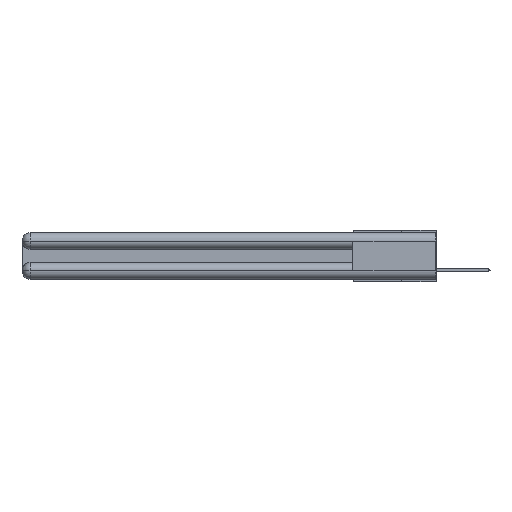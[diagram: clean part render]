
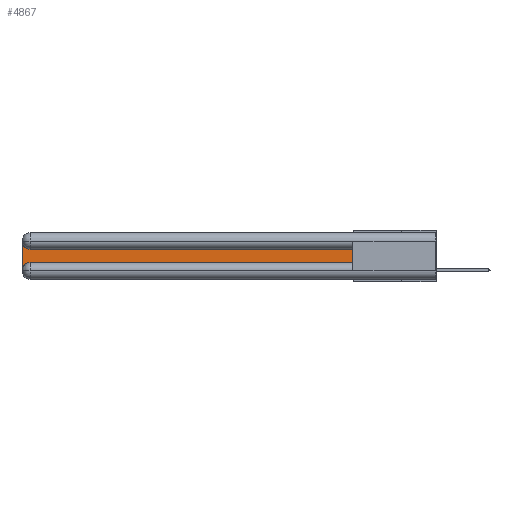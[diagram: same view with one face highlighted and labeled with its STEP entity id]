
A CAD part, left-side view. The second image highlights one B-rep face of the part: STEP entity #4867.
In plain terms, the highlighted planar face has unit normal (-1, 0, 0).
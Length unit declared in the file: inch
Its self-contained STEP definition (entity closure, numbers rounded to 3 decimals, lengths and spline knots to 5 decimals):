
#90 = CARTESIAN_POINT ( 'NONE',  ( 0.075, 0.6, -0.1225 ) ) ;
#645 = PLANE ( 'NONE',  #3407 ) ;
#748 = VERTEX_POINT ( 'NONE', #17254 ) ;
#1927 = ORIENTED_EDGE ( 'NONE', *, *, #2390, .T. ) ;
#2390 = EDGE_CURVE ( 'NONE', #748, #30303, #31242, .T. ) ;
#2498 = EDGE_CURVE ( 'NONE', #25609, #18895, #17833, .T. ) ;
#2757 = CARTESIAN_POINT ( 'NONE',  ( 0.075, 0.6, -0.2175 ) ) ;
#2959 = CARTESIAN_POINT ( 'NONE',  ( 0.075, 3., -0.1225 ) ) ;
#3407 = AXIS2_PLACEMENT_3D ( 'NONE', #2959, #18276, #25660 ) ;
#4178 = DIRECTION ( 'NONE',  ( 0., 0., 1. ) ) ;
#4867 = ADVANCED_FACE ( 'NONE', ( #5252 ), #645, .F. ) ;
#4956 = DIRECTION ( 'NONE',  ( 0., -1., 0. ) ) ;
#5252 = FACE_OUTER_BOUND ( 'NONE', #24599, .T. ) ;
#5533 = ORIENTED_EDGE ( 'NONE', *, *, #31798, .T. ) ;
#6110 = CARTESIAN_POINT ( 'NONE',  ( 0.075, 2.94, -0.1225 ) ) ;
#7311 = CARTESIAN_POINT ( 'NONE',  ( 0.075, 3., -0.2175 ) ) ;
#7614 = VECTOR ( 'NONE', #13678, 39.37008 ) ;
#11487 = LINE ( 'NONE', #29966, #25264 ) ;
#11501 = CARTESIAN_POINT ( 'NONE',  ( 0.075, 2.94, -0.2175 ) ) ;
#11817 = ORIENTED_EDGE ( 'NONE', *, *, #17236, .T. ) ;
#11857 = CARTESIAN_POINT ( 'NONE',  ( 0.075, 2.94, -0.2775 ) ) ;
#12233 = VERTEX_POINT ( 'NONE', #6110 ) ;
#13678 = DIRECTION ( 'NONE',  ( 0., 0., -1. ) ) ;
#15724 = DIRECTION ( 'NONE',  ( 0., 0., -1. ) ) ;
#16884 = CARTESIAN_POINT ( 'NONE',  ( 0.075, 3., -0.2775 ) ) ;
#17196 = DIRECTION ( 'NONE',  ( 1., 0., 0. ) ) ;
#17236 = EDGE_CURVE ( 'NONE', #30303, #29279, #25692, .T. ) ;
#17254 = CARTESIAN_POINT ( 'NONE',  ( 0.075, 3., -0.0625 ) ) ;
#17817 = AXIS2_PLACEMENT_3D ( 'NONE', #11857, #29480, #29055 ) ;
#17833 = LINE ( 'NONE', #26565, #32049 ) ;
#17922 = DIRECTION ( 'NONE',  ( 0., 1., 0. ) ) ;
#18121 = LINE ( 'NONE', #90, #32311 ) ;
#18276 = DIRECTION ( 'NONE',  ( 1., 0., 0. ) ) ;
#18895 = VERTEX_POINT ( 'NONE', #30744 ) ;
#23241 = ORIENTED_EDGE ( 'NONE', *, *, #29468, .T. ) ;
#23473 = ORIENTED_EDGE ( 'NONE', *, *, #32395, .T. ) ;
#24599 = EDGE_LOOP ( 'NONE', ( #23473, #23241, #1927, #11817, #5533, #29892 ) ) ;
#25016 = AXIS2_PLACEMENT_3D ( 'NONE', #32297, #17196, #15724 ) ;
#25264 = VECTOR ( 'NONE', #4956, 39.37008 ) ;
#25609 = VERTEX_POINT ( 'NONE', #2757 ) ;
#25660 = DIRECTION ( 'NONE',  ( 0., 0., -1. ) ) ;
#25692 = CIRCLE ( 'NONE', #17817, 0.06 ) ;
#26565 = CARTESIAN_POINT ( 'NONE',  ( 0.075, 0.6, -0.2175 ) ) ;
#29055 = DIRECTION ( 'NONE',  ( 0., 0., -1. ) ) ;
#29279 = VERTEX_POINT ( 'NONE', #11501 ) ;
#29468 = EDGE_CURVE ( 'NONE', #12233, #748, #30130, .T. ) ;
#29480 = DIRECTION ( 'NONE',  ( 1., 0., 0. ) ) ;
#29892 = ORIENTED_EDGE ( 'NONE', *, *, #2498, .T. ) ;
#29966 = CARTESIAN_POINT ( 'NONE',  ( 0.075, 0.6, -0.2175 ) ) ;
#30130 = CIRCLE ( 'NONE', #25016, 0.06 ) ;
#30303 = VERTEX_POINT ( 'NONE', #16884 ) ;
#30744 = CARTESIAN_POINT ( 'NONE',  ( 0.075, 0.6, -0.1225 ) ) ;
#31242 = LINE ( 'NONE', #7311, #7614 ) ;
#31798 = EDGE_CURVE ( 'NONE', #29279, #25609, #11487, .T. ) ;
#32049 = VECTOR ( 'NONE', #4178, 39.37008 ) ;
#32297 = CARTESIAN_POINT ( 'NONE',  ( 0.075, 2.94, -0.0625 ) ) ;
#32311 = VECTOR ( 'NONE', #17922, 39.37008 ) ;
#32395 = EDGE_CURVE ( 'NONE', #18895, #12233, #18121, .T. ) ;
